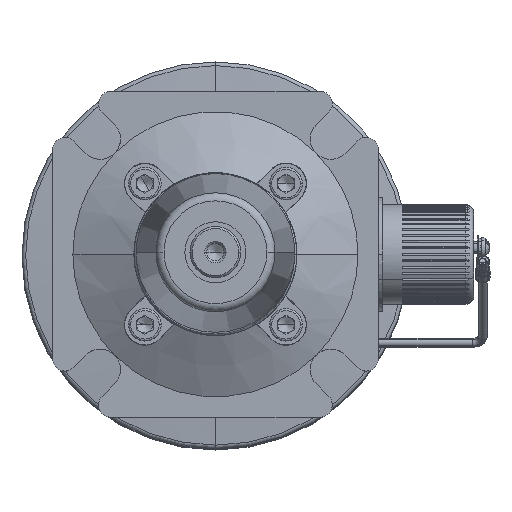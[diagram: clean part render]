
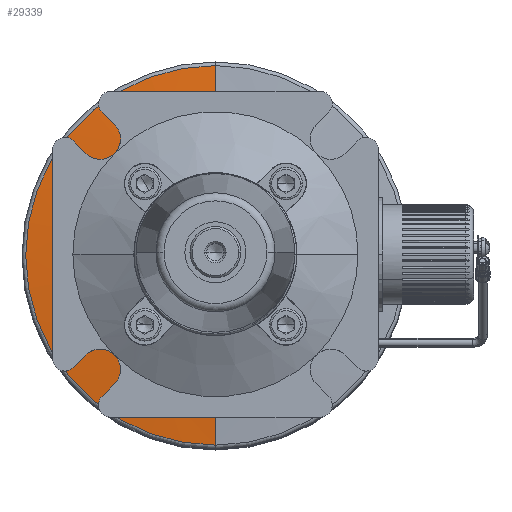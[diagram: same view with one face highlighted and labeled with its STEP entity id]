
A CAD part, top view. The second image highlights one B-rep face of the part: STEP entity #29339.
In plain terms, the highlighted conical face has half-angle 85 degrees and reference radius 93.174 mm.
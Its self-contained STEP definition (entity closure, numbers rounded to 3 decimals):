
#3632 = EDGE_LOOP ( 'NONE', ( #44176, #44168, #44178, #44251 ) ) ;
#5307 = EDGE_CURVE ( 'NONE', #25933, #26095, #7809, .T. ) ;
#5350 = EDGE_CURVE ( 'NONE', #25977, #26066, #8102, .T. ) ;
#5401 = EDGE_CURVE ( 'NONE', #25933, #25977, #23901, .T. ) ;
#5461 = EDGE_CURVE ( 'NONE', #26066, #26095, #24126, .T. ) ;
#7809 = LINE ( 'NONE', #34644, #7820 ) ;
#7820 = VECTOR ( 'NONE', #34647, 1000. ) ;
#8102 = LINE ( 'NONE', #37017, #8104 ) ;
#8104 = VECTOR ( 'NONE', #37019, 1000. ) ;
#9091 = AXIS2_PLACEMENT_3D ( 'NONE', #26329, #26260, #26463 ) ;
#23901 = CIRCLE ( 'NONE', #42679, 50.564 ) ;
#24126 = CIRCLE ( 'NONE', #42916, 93.174 ) ;
#25933 = VERTEX_POINT ( 'NONE', #30191 ) ;
#25977 = VERTEX_POINT ( 'NONE', #30397 ) ;
#26066 = VERTEX_POINT ( 'NONE', #30332 ) ;
#26095 = VERTEX_POINT ( 'NONE', #30477 ) ;
#26260 = DIRECTION ( 'NONE',  ( 0., 0., -1. ) ) ;
#26329 = CARTESIAN_POINT ( 'NONE',  ( 0., 0., -212.888 ) ) ;
#26463 = DIRECTION ( 'NONE',  ( 0., -1., 0. ) ) ;
#27838 = CONICAL_SURFACE ( 'NONE', #9091, 93.174, 1.484 ) ;
#27878 = FACE_OUTER_BOUND ( 'NONE', #3632, .T. ) ;
#29339 = ADVANCED_FACE ( 'NONE', ( #27878 ), #27838, .T. ) ;
#30191 = CARTESIAN_POINT ( 'NONE',  ( 0., -50.564, -209.16 ) ) ;
#30332 = CARTESIAN_POINT ( 'NONE',  ( 0., 93.174, -212.888 ) ) ;
#30397 = CARTESIAN_POINT ( 'NONE',  ( 0., 50.564, -209.16 ) ) ;
#30477 = CARTESIAN_POINT ( 'NONE',  ( 0., -93.174, -212.888 ) ) ;
#34644 = CARTESIAN_POINT ( 'NONE',  ( 0., -93.174, -212.888 ) ) ;
#34647 = DIRECTION ( 'NONE',  ( 0., -0.996, -0.087 ) ) ;
#37017 = CARTESIAN_POINT ( 'NONE',  ( 0., 93.174, -212.888 ) ) ;
#37019 = DIRECTION ( 'NONE',  ( 0., 0.996, -0.087 ) ) ;
#37317 = DIRECTION ( 'NONE',  ( 0., 0., -1. ) ) ;
#37335 = CARTESIAN_POINT ( 'NONE',  ( 0., 0., -209.16 ) ) ;
#37336 = DIRECTION ( 'NONE',  ( 0., -1., 0. ) ) ;
#37979 = DIRECTION ( 'NONE',  ( 0., 1., 0. ) ) ;
#38000 = CARTESIAN_POINT ( 'NONE',  ( 0., 0., -212.888 ) ) ;
#38016 = DIRECTION ( 'NONE',  ( 0., 0., 1. ) ) ;
#42679 = AXIS2_PLACEMENT_3D ( 'NONE', #37335, #37317, #37336 ) ;
#42916 = AXIS2_PLACEMENT_3D ( 'NONE', #38000, #38016, #37979 ) ;
#44168 = ORIENTED_EDGE ( 'NONE', *, *, #5350, .T. ) ;
#44176 = ORIENTED_EDGE ( 'NONE', *, *, #5401, .T. ) ;
#44178 = ORIENTED_EDGE ( 'NONE', *, *, #5461, .T. ) ;
#44251 = ORIENTED_EDGE ( 'NONE', *, *, #5307, .F. ) ;
